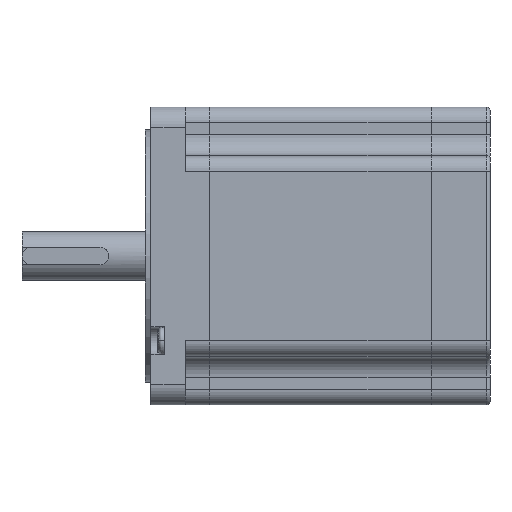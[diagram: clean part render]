
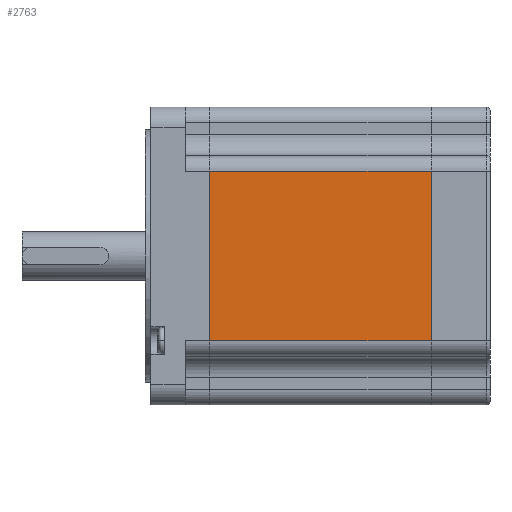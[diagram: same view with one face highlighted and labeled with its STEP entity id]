
A CAD part, left-side view. The second image highlights one B-rep face of the part: STEP entity #2763.
In plain terms, the highlighted planar face has unit normal (-1, 0, 0).
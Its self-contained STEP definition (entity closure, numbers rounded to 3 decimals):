
#135 = VECTOR ( 'NONE', #1705, 1000. ) ;
#156 = VERTEX_POINT ( 'NONE', #7346 ) ;
#280 = FACE_OUTER_BOUND ( 'NONE', #7113, .T. ) ;
#374 = CARTESIAN_POINT ( 'NONE',  ( 0., 0., -67.5 ) ) ;
#480 = CARTESIAN_POINT ( 'NONE',  ( 0., 64., -67.5 ) ) ;
#587 = EDGE_CURVE ( 'NONE', #4995, #2246, #1665, .T. ) ;
#1665 = LINE ( 'NONE', #2956, #4428 ) ;
#1698 = LINE ( 'NONE', #4053, #135 ) ;
#1705 = DIRECTION ( 'NONE',  ( 0., 0., 1. ) ) ;
#1730 = CARTESIAN_POINT ( 'NONE',  ( 0., 64., -18.5 ) ) ;
#2237 = ORIENTED_EDGE ( 'NONE', *, *, #4767, .F. ) ;
#2246 = VERTEX_POINT ( 'NONE', #5564 ) ;
#2321 = DIRECTION ( 'NONE',  ( 0., 0., -1. ) ) ;
#2367 = DIRECTION ( 'NONE',  ( 0., -1., 0. ) ) ;
#2547 = CARTESIAN_POINT ( 'NONE',  ( 0., 0., -18.5 ) ) ;
#2763 = ADVANCED_FACE ( 'NONE', ( #280 ), #6885, .F. ) ;
#2956 = CARTESIAN_POINT ( 'NONE',  ( 0., 64., -18.5 ) ) ;
#3076 = ORIENTED_EDGE ( 'NONE', *, *, #3344, .T. ) ;
#3185 = CARTESIAN_POINT ( 'NONE',  ( 0., 64., -18.5 ) ) ;
#3344 = EDGE_CURVE ( 'NONE', #156, #6285, #6144, .T. ) ;
#3354 = AXIS2_PLACEMENT_3D ( 'NONE', #1730, #5851, #2321 ) ;
#3366 = ORIENTED_EDGE ( 'NONE', *, *, #587, .F. ) ;
#4053 = CARTESIAN_POINT ( 'NONE',  ( 0., 64., -18.5 ) ) ;
#4416 = EDGE_CURVE ( 'NONE', #6285, #2246, #7049, .T. ) ;
#4428 = VECTOR ( 'NONE', #2367, 1000. ) ;
#4767 = EDGE_CURVE ( 'NONE', #156, #4995, #1698, .T. ) ;
#4910 = DIRECTION ( 'NONE',  ( 0., 0., 1. ) ) ;
#4995 = VERTEX_POINT ( 'NONE', #3185 ) ;
#5473 = VECTOR ( 'NONE', #4910, 1000. ) ;
#5564 = CARTESIAN_POINT ( 'NONE',  ( 0., 0., -18.5 ) ) ;
#5772 = DIRECTION ( 'NONE',  ( 0., -1., 0. ) ) ;
#5851 = DIRECTION ( 'NONE',  ( 1., 0., 0. ) ) ;
#5955 = VECTOR ( 'NONE', #5772, 1000. ) ;
#6144 = LINE ( 'NONE', #480, #5955 ) ;
#6285 = VERTEX_POINT ( 'NONE', #374 ) ;
#6885 = PLANE ( 'NONE',  #3354 ) ;
#7049 = LINE ( 'NONE', #2547, #5473 ) ;
#7113 = EDGE_LOOP ( 'NONE', ( #7356, #3366, #2237, #3076 ) ) ;
#7346 = CARTESIAN_POINT ( 'NONE',  ( 0., 64., -67.5 ) ) ;
#7356 = ORIENTED_EDGE ( 'NONE', *, *, #4416, .T. ) ;
